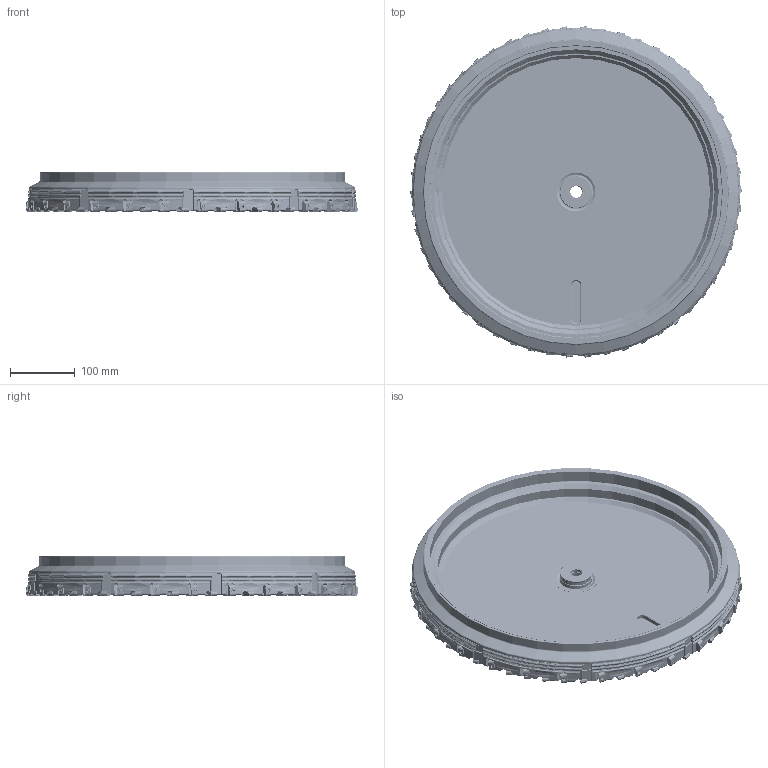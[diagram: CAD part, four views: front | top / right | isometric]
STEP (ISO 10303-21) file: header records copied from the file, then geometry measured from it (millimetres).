
FILE_DESCRIPTION(/* description */ (''),/* implementation_level */ '2;1');
FILE_NAME(/* name */ 'toolassembly_1.stp',/* time_stamp */ '2019-12-20T10:15:46+01:00',/* author */ (''),/* organization */ ('SMS'),/* preprocessor_version */ 'ST-DEVELOPER v16.7',/* originating_system */ 'SIEMENS PLM Software NX 12.0',/* authorisation */ '');
FILE_SCHEMA (('AUTOMOTIVE_DESIGN { 1 0 10303 214 3 1 1 1 }'));
Products named in the file (4): ASSEMBLY_CONSTRUCTION; CUT_20191220101249; NOCUT_20191220101249; TOOLASSEMBLY_1
Assembly tree (56 placements, depth 2):
  TOOLASSEMBLY_1
    NOCUT_20191220101249
    CUT_20191220101249  x54
    ASSEMBLY_CONSTRUCTION
Bounding box: 514.61 x 514.02 x 63.02 mm (x, y, z)
Volume: 4325427.5 mm3; surface area: 626711.8 mm2
Topology: 55 solids, 55 shells, 11652 faces, 29886 edges, 18735 vertices
Faces by surface type: plane 5452, cylinder 3716, cone 725, extrusion 648, torus 535, bspline 432, sphere 144
Full cylindrical faces by diameter (mm): 3.5 x54, 4 x54, 4.7 x54, 5.45 x54, 18 x2, 20 x1, 32 x1, 48.5 x1, 49.96 x1, 49.985 x1, 70 x1, 430.15 x1, 453.65 x1, 466.5 x1, 473 x1, 505.13 x1
Entity records: 171788 total; most frequent: CARTESIAN_POINT 63549, ORIENTED_EDGE 22328, DIRECTION 22251, EDGE_CURVE 11164, AXIS2_PLACEMENT_3D 8540, VERTEX_POINT 7378, VECTOR 5171, EDGE_LOOP 4960
